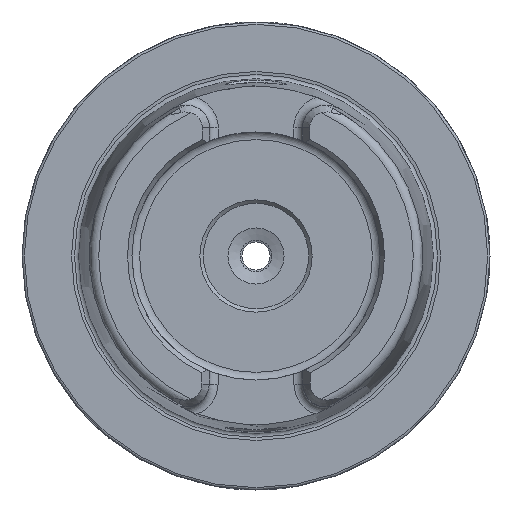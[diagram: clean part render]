
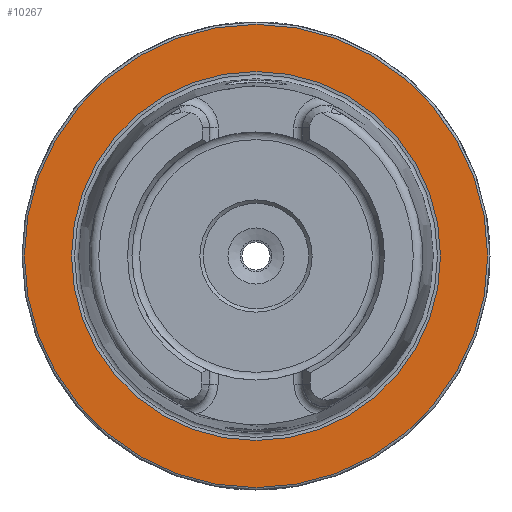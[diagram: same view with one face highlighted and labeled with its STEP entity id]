
A CAD part, left-side view. The second image highlights one B-rep face of the part: STEP entity #10267.
In plain terms, the highlighted planar face has unit normal (-1, 0, 0).
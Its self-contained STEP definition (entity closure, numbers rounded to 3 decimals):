
#285 = EDGE_LOOP ( 'NONE', ( #6852 ) ) ;
#1225 = CIRCLE ( 'NONE', #8370, 39.414 ) ;
#1578 = DIRECTION ( 'NONE',  ( -1., 0., 0. ) ) ;
#1669 = EDGE_CURVE ( 'NONE', #3308, #3308, #1225, .T. ) ;
#1724 = CIRCLE ( 'NONE', #3848, 49.5 ) ;
#2087 = CARTESIAN_POINT ( 'NONE',  ( 0., 0., 49.5 ) ) ;
#2410 = EDGE_LOOP ( 'NONE', ( #14884 ) ) ;
#2738 = PLANE ( 'NONE',  #10112 ) ;
#2962 = CARTESIAN_POINT ( 'NONE',  ( 0., 0., 0. ) ) ;
#3000 = DIRECTION ( 'NONE',  ( 0., 0., 1. ) ) ;
#3308 = VERTEX_POINT ( 'NONE', #8443 ) ;
#3848 = AXIS2_PLACEMENT_3D ( 'NONE', #11882, #1578, #3000 ) ;
#4424 = DIRECTION ( 'NONE',  ( 1., 0., 0. ) ) ;
#6769 = DIRECTION ( 'NONE',  ( 0., 0., 1. ) ) ;
#6852 = ORIENTED_EDGE ( 'NONE', *, *, #1669, .F. ) ;
#7842 = DIRECTION ( 'NONE',  ( -1., 0., 0. ) ) ;
#8370 = AXIS2_PLACEMENT_3D ( 'NONE', #2962, #7842, #6769 ) ;
#8443 = CARTESIAN_POINT ( 'NONE',  ( 0., 0., 39.414 ) ) ;
#9397 = DIRECTION ( 'NONE',  ( 0., 0., -1. ) ) ;
#10112 = AXIS2_PLACEMENT_3D ( 'NONE', #15378, #4424, #9397 ) ;
#10267 = ADVANCED_FACE ( 'NONE', ( #11803, #14101 ), #2738, .F. ) ;
#10852 = EDGE_CURVE ( 'NONE', #11413, #11413, #1724, .T. ) ;
#11413 = VERTEX_POINT ( 'NONE', #2087 ) ;
#11803 = FACE_BOUND ( 'NONE', #285, .T. ) ;
#11882 = CARTESIAN_POINT ( 'NONE',  ( 0., 0., 0. ) ) ;
#14101 = FACE_OUTER_BOUND ( 'NONE', #2410, .T. ) ;
#14884 = ORIENTED_EDGE ( 'NONE', *, *, #10852, .T. ) ;
#15378 = CARTESIAN_POINT ( 'NONE',  ( 0., 49.5, 0. ) ) ;
